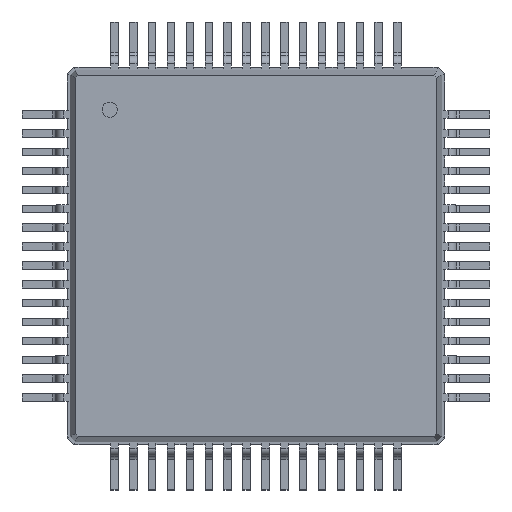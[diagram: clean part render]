
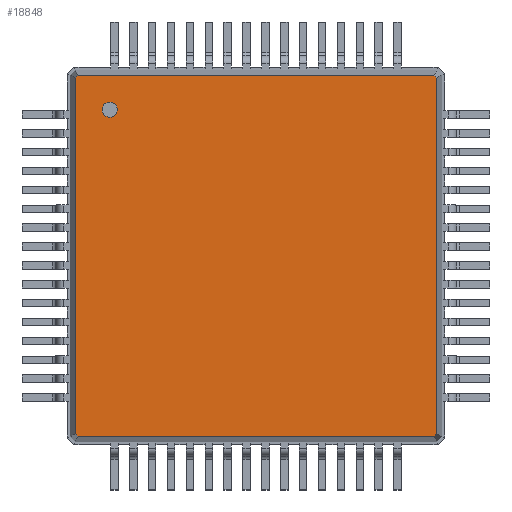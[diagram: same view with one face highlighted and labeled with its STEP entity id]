
A CAD part, top view. The second image highlights one B-rep face of the part: STEP entity #18848.
In plain terms, the highlighted planar face has unit normal (0, 0, 1).
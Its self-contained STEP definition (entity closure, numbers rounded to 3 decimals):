
#13=DIRECTION('',(0.,0.,1.));
#27=VECTOR('',#28,1.);
#28=DIRECTION('',(1.,0.,0.));
#34=VECTOR('',#35,1.);
#35=DIRECTION('',(0.,-1.,0.));
#118=VECTOR('',#119,1.);
#119=DIRECTION('',(0.707,-0.707,0.));
#130=VECTOR('',#131,1.);
#131=DIRECTION('',(-0.707,-0.707,0.));
#137=VECTOR('',#138,1.);
#138=DIRECTION('',(-1.,0.,0.));
#144=VECTOR('',#145,1.);
#145=DIRECTION('',(-0.707,0.707,0.));
#151=VECTOR('',#152,1.);
#152=DIRECTION('',(0.,1.,0.));
#156=VECTOR('',#157,1.);
#157=DIRECTION('',(0.707,0.707,0.));
#12899=VERTEX_POINT('',#12900);
#12900=CARTESIAN_POINT('',(4.713,4.776,1.6));
#12902=ORIENTED_EDGE('',*,*,#12903,.F.);
#12903=EDGE_CURVE('',#12904,#12899,#12906,.T.);
#12904=VERTEX_POINT('',#12905);
#12905=CARTESIAN_POINT('',(-4.713,4.776,1.6));
#12906=LINE('',#12905,#27);
#14341=ORIENTED_EDGE('',*,*,#14342,.F.);
#14342=EDGE_CURVE('',#14343,#12904,#14345,.T.);
#14343=VERTEX_POINT('',#14344);
#14344=CARTESIAN_POINT('',(-4.776,4.713,1.6));
#14345=LINE('',#14344,#156);
#14356=VERTEX_POINT('',#14357);
#14357=CARTESIAN_POINT('',(4.776,4.713,1.6));
#14359=ORIENTED_EDGE('',*,*,#14360,.F.);
#14360=EDGE_CURVE('',#12899,#14356,#14361,.T.);
#14361=LINE('',#12900,#118);
#14417=ORIENTED_EDGE('',*,*,#14418,.F.);
#14418=EDGE_CURVE('',#14419,#14343,#14421,.T.);
#14419=VERTEX_POINT('',#14420);
#14420=CARTESIAN_POINT('',(-4.776,-4.713,1.6));
#14421=LINE('',#14420,#151);
#15905=VERTEX_POINT('',#15906);
#15906=CARTESIAN_POINT('',(4.776,-4.713,1.6));
#15908=ORIENTED_EDGE('',*,*,#15909,.F.);
#15909=EDGE_CURVE('',#14356,#15905,#15910,.T.);
#15910=LINE('',#14357,#34);
#17342=ORIENTED_EDGE('',*,*,#17343,.F.);
#17343=EDGE_CURVE('',#17344,#14419,#17346,.T.);
#17344=VERTEX_POINT('',#17345);
#17345=CARTESIAN_POINT('',(-4.713,-4.776,1.6));
#17346=LINE('',#17345,#144);
#17357=VERTEX_POINT('',#17358);
#17358=CARTESIAN_POINT('',(4.713,-4.776,1.6));
#17360=ORIENTED_EDGE('',*,*,#17361,.F.);
#17361=EDGE_CURVE('',#15905,#17357,#17362,.T.);
#17362=LINE('',#15906,#130);
#17418=ORIENTED_EDGE('',*,*,#17419,.F.);
#17419=EDGE_CURVE('',#17357,#17344,#17420,.T.);
#17420=LINE('',#17358,#137);
#18848=ADVANCED_FACE('',(#18849,#18851),#18860,.T.);
#18849=FACE_BOUND('',#18850,.T.);
#18850=EDGE_LOOP('',(#12902,#14341,#14417,#17342,#17418,#17360,#15908,#14359));
#18851=FACE_BOUND('',#18852,.T.);
#18852=EDGE_LOOP('',(#18853));
#18853=ORIENTED_EDGE('',*,*,#18854,.F.);
#18854=EDGE_CURVE('',#18855,#18855,#18857,.T.);
#18855=VERTEX_POINT('',#18856);
#18856=CARTESIAN_POINT('',(-3.876,3.676,1.6));
#18857=CIRCLE('',#18858,0.2);
#18858=AXIS2_PLACEMENT_3D('',#18859,#13,#35);
#18859=CARTESIAN_POINT('',(-3.876,3.876,1.6));
#18860=PLANE('',#18861);
#18861=AXIS2_PLACEMENT_3D('',#12905,#13,#18862);
#18862=DIRECTION('',(0.702,-0.712,0.));
